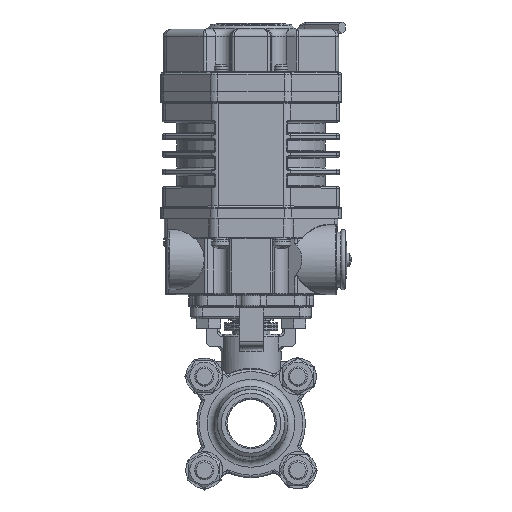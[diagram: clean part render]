
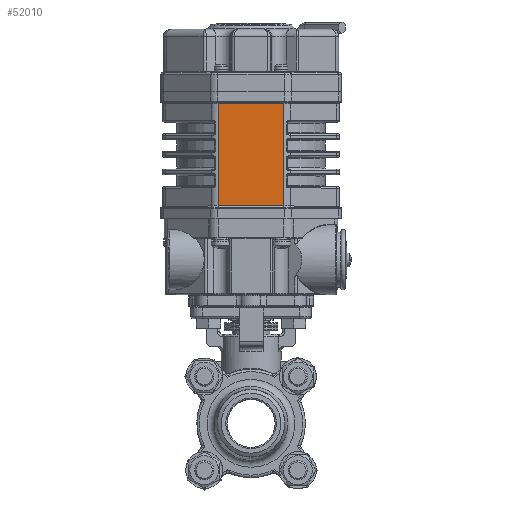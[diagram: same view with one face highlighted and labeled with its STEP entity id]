
A CAD part, top view. The second image highlights one B-rep face of the part: STEP entity #52010.
In plain terms, the highlighted face is planar.
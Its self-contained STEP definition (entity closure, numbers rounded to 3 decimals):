
#1116=PLANE('',#56170);
#4093=LINE('',#97695,#6897);
#4101=LINE('',#97759,#6905);
#4514=LINE('',#100957,#7318);
#4515=LINE('',#100958,#7319);
#6897=VECTOR('',#63669,1000.);
#6905=VECTOR('',#63757,1000.);
#7318=VECTOR('',#65822,1000.);
#7319=VECTOR('',#65823,1000.);
#15021=ORIENTED_EDGE('',*,*,#25420,.T.);
#15022=ORIENTED_EDGE('',*,*,#24471,.T.);
#15023=ORIENTED_EDGE('',*,*,#25421,.T.);
#15024=ORIENTED_EDGE('',*,*,#24439,.T.);
#24439=EDGE_CURVE('',#30270,#30272,#4093,.T.);
#24471=EDGE_CURVE('',#30286,#30288,#4101,.T.);
#25420=EDGE_CURVE('',#30272,#30286,#4514,.T.);
#25421=EDGE_CURVE('',#30288,#30270,#4515,.T.);
#30270=VERTEX_POINT('',#97686);
#30272=VERTEX_POINT('',#97694);
#30286=VERTEX_POINT('',#97750);
#30288=VERTEX_POINT('',#97758);
#37434=EDGE_LOOP('',(#15021,#15022,#15023,#15024));
#40809=FACE_BOUND('',#37434,.T.);
#52010=ADVANCED_FACE('',(#40809),#1116,.F.);
#56170=AXIS2_PLACEMENT_3D('',#100956,#65820,#65821);
#63669=DIRECTION('',(0.,0.,1.));
#63757=DIRECTION('',(0.,0.,-1.));
#65820=DIRECTION('',(-1.,0.,0.));
#65821=DIRECTION('',(0.,0.,1.));
#65822=DIRECTION('',(0.,-1.,0.));
#65823=DIRECTION('',(0.,1.,0.));
#97686=CARTESIAN_POINT('',(36.75,21.25,-13.565));
#97694=CARTESIAN_POINT('',(36.75,21.25,13.565));
#97695=CARTESIAN_POINT('',(36.75,21.25,13.565));
#97750=CARTESIAN_POINT('',(36.75,-21.25,13.565));
#97758=CARTESIAN_POINT('',(36.75,-21.25,-13.565));
#97759=CARTESIAN_POINT('',(36.75,-21.25,-13.565));
#100956=CARTESIAN_POINT('',(36.75,26.25,15.222));
#100957=CARTESIAN_POINT('',(36.75,26.25,13.565));
#100958=CARTESIAN_POINT('',(36.75,26.25,-13.565));
